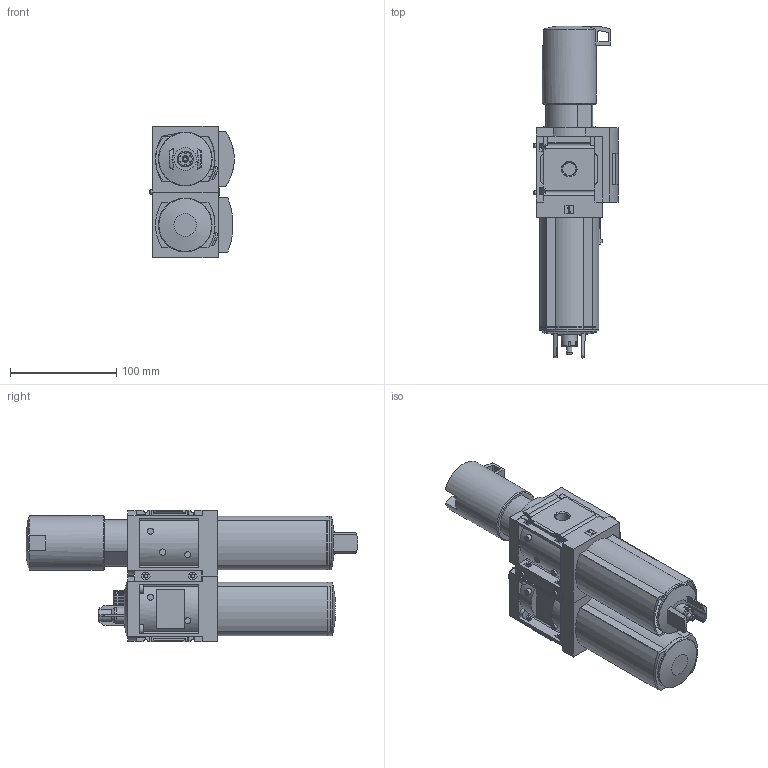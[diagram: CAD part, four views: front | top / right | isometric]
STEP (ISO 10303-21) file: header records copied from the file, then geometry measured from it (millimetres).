
FILE_DESCRIPTION(/* description */ ('STEP AP214'),/* implementation_level */ '2;1');
FILE_NAME(/* name */ '534007_MSB6N-1_4-FRC11_J9M2',/* time_stamp */ '2024-09-11T19:28:37+02:00',/* author */ ('License CC BY-ND 4.0'),/* organization */ ('CADENAS'),/* preprocessor_version */ 'ST-DEVELOPER v19.3',/* originating_system */ 'PARTsolutions',/* authorisation */ ' ');
FILE_SCHEMA (('AUTOMOTIVE_DESIGN {1 0 10303 214 3 1 1}'));
Length unit declared in the file: millimetre
Products named in the file (6): 534007 MSB6N-1/4-FRC11:J9M2; 527667 MS6N-LFR-1/4-D7-C-U-M-AS 1D; KOND MS6-2-1; 527675 MS6N-LOE-1/4-U1D; 5206604 MS6-MV-B---(0_p); 8134994 MS6-MV-B---(0_p)
Assembly tree (5 placements, depth 2):
  534007 MSB6N-1/4-FRC11:J9M2
    527667 MS6N-LFR-1/4-D7-C-U-M-AS 1D
    KOND MS6-2-1
    527675 MS6N-LOE-1/4-U1D
    5206604 MS6-MV-B---(0_p)
    8134994 MS6-MV-B---(0_p)
Bounding box: 79.3 x 312.04 x 124 mm (x, y, z)
Volume: 1383727.9 mm3; surface area: 144114.3 mm2
Topology: 5 solids, 5 shells, 803 faces, 2229 edges, 1474 vertices
Faces by surface type: plane 498, cylinder 239, cone 34, torus 30, sphere 2
Full cylindrical faces by diameter (mm): 3.242 x2, 3.4 x2, 3.8 x1, 4 x2, 4.5 x2, 4.6 x2, 5 x1, 5.5 x4, 7.6 x2, 7.8 x2, 10 x1, 15 x1, 50.36 x1, 50.4 x1, 51 x1
Entity records: 31039 total; most frequent: CARTESIAN_POINT 4963, ORIENTED_EDGE 4324, DIRECTION 4229, EDGE_CURVE 2162, VERTEX_POINT 1460, LINE 1427, VECTOR 1427, AXIS2_PLACEMENT_3D 1401
